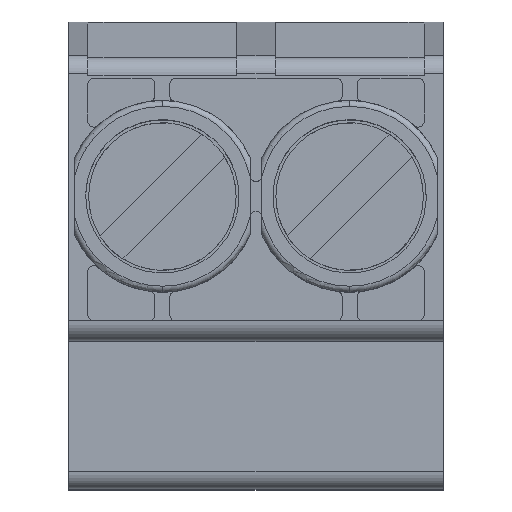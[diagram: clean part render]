
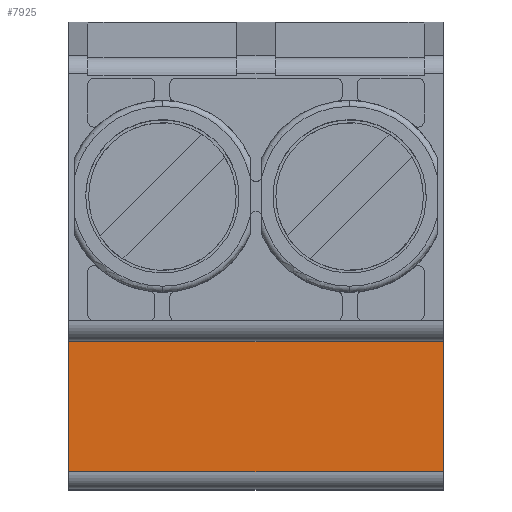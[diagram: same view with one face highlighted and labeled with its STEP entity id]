
A CAD part, top view. The second image highlights one B-rep face of the part: STEP entity #7925.
In plain terms, the highlighted planar face has unit normal (0, 0, 1).
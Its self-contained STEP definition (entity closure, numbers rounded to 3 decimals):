
#7925=ADVANCED_FACE('',(#19037),#19038,.F.);
#9087=EDGE_CURVE('',#20858,#20861,#20862,.T.);
#11537=EDGE_CURVE('',#20858,#24171,#24172,.T.);
#12137=EDGE_CURVE('',#24971,#20861,#24972,.T.);
#14135=EDGE_CURVE('',#24971,#24171,#27507,.T.);
#19037=FACE_OUTER_BOUND('',#33133,.T.);
#19038=PLANE('',#33134);
#20858=VERTEX_POINT('',#36119);
#20861=VERTEX_POINT('',#36124);
#20862=LINE('',#36125,#36126);
#24171=VERTEX_POINT('',#41931);
#24172=LINE('',#41932,#41933);
#24971=VERTEX_POINT('',#43289);
#24972=LINE('',#43290,#43291);
#27507=LINE('',#47764,#47765);
#33133=EDGE_LOOP('',(#60427,#60428,#60429,#60430));
#33134=AXIS2_PLACEMENT_3D('',#60431,#60432,#60433);
#36119=CARTESIAN_POINT('',(12.7,5.,10.75));
#36124=CARTESIAN_POINT('',(12.7,0.6,10.75));
#36125=CARTESIAN_POINT('',(12.7,5.,10.75));
#36126=VECTOR('',#62474,1.0);
#41931=CARTESIAN_POINT('',(0.0,5.,10.75));
#41932=CARTESIAN_POINT('',(12.7,5.,10.75));
#41933=VECTOR('',#63887,1.0);
#43289=CARTESIAN_POINT('',(0.0,0.6,10.75));
#43290=CARTESIAN_POINT('',(9.525,0.6,10.75));
#43291=VECTOR('',#64271,1.0);
#47764=CARTESIAN_POINT('',(0.,0.6,10.75));
#47765=VECTOR('',#65394,1.0);
#60427=ORIENTED_EDGE('',*,*,#11537,.T.);
#60428=ORIENTED_EDGE('',*,*,#14135,.F.);
#60429=ORIENTED_EDGE('',*,*,#12137,.T.);
#60430=ORIENTED_EDGE('',*,*,#9087,.F.);
#60431=CARTESIAN_POINT('',(-0.079,0.49,10.75));
#60432=DIRECTION('',(0.0,0.0,-1.0));
#60433=DIRECTION('',(0.0,-1.0,0.0));
#62474=DIRECTION('',(0.0,-1.0,0.));
#63887=DIRECTION('',(-1.0,0.,0.));
#64271=DIRECTION('',(1.0,0.,0.));
#65394=DIRECTION('',(0.,1.0,0.));
